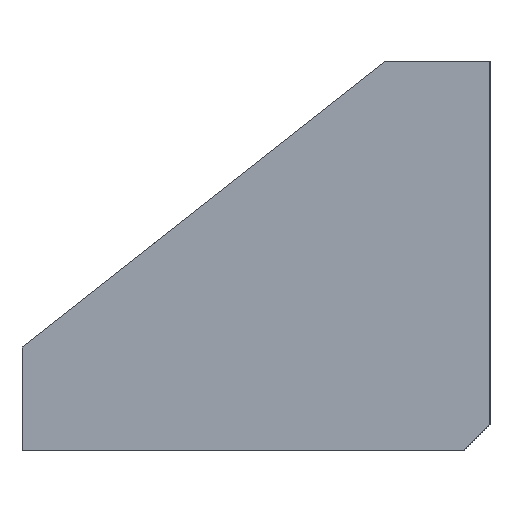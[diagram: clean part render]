
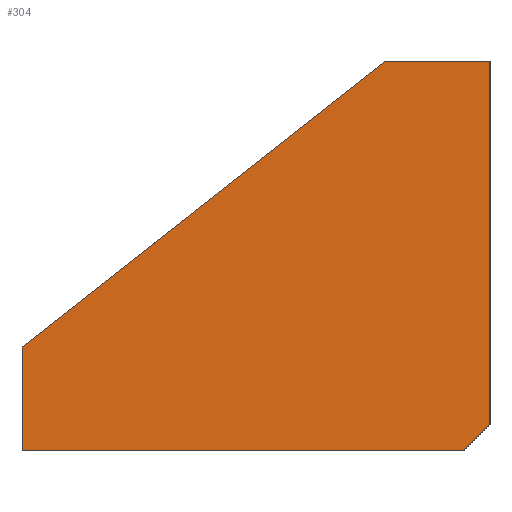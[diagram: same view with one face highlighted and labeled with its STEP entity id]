
A CAD part, left-side view. The second image highlights one B-rep face of the part: STEP entity #304.
In plain terms, the highlighted planar face has unit normal (-1, 0, 0).
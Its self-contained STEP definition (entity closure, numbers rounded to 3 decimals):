
#58=FACE_OUTER_BOUND('',#82,.T.);
#82=EDGE_LOOP('',(#267,#268,#269,#270,#271,#272));
#85=LINE('',#451,#111);
#89=LINE('',#458,#115);
#94=LINE('',#470,#120);
#97=LINE('',#474,#123);
#100=LINE('',#488,#126);
#108=LINE('',#524,#134);
#111=VECTOR('',#357,10.);
#115=VECTOR('',#363,10.);
#120=VECTOR('',#372,10.);
#123=VECTOR('',#377,10.);
#126=VECTOR('',#392,10.);
#134=VECTOR('',#440,10.);
#137=VERTEX_POINT('',#448);
#138=VERTEX_POINT('',#450);
#140=VERTEX_POINT('',#456);
#144=VERTEX_POINT('',#468);
#145=VERTEX_POINT('',#469);
#150=VERTEX_POINT('',#486);
#161=EDGE_CURVE('',#137,#138,#85,.T.);
#165=EDGE_CURVE('',#140,#137,#89,.T.);
#170=EDGE_CURVE('',#144,#145,#94,.T.);
#173=EDGE_CURVE('',#145,#140,#97,.T.);
#180=EDGE_CURVE('',#144,#150,#100,.T.);
#196=EDGE_CURVE('',#150,#138,#108,.T.);
#267=ORIENTED_EDGE('',*,*,#161,.F.);
#268=ORIENTED_EDGE('',*,*,#165,.F.);
#269=ORIENTED_EDGE('',*,*,#173,.F.);
#270=ORIENTED_EDGE('',*,*,#170,.F.);
#271=ORIENTED_EDGE('',*,*,#180,.T.);
#272=ORIENTED_EDGE('',*,*,#196,.T.);
#284=PLANE('',#350);
#304=ADVANCED_FACE('',(#58),#284,.T.);
#350=AXIS2_PLACEMENT_3D('',#525,#441,#442);
#357=DIRECTION('',(0.,-0.786,0.618));
#363=DIRECTION('',(0.,0.,1.));
#372=DIRECTION('',(0.,0.707,-0.707));
#377=DIRECTION('',(0.,1.,0.));
#392=DIRECTION('',(0.,0.,1.));
#440=DIRECTION('',(0.,1.,0.));
#441=DIRECTION('center_axis',(-1.,0.,0.));
#442=DIRECTION('ref_axis',(0.,0.,1.));
#448=CARTESIAN_POINT('',(-22.5,18.,-3.5));
#450=CARTESIAN_POINT('',(-22.5,4.,7.5));
#451=CARTESIAN_POINT('',(-22.5,9.907,2.859));
#456=CARTESIAN_POINT('',(-22.5,18.,-7.5));
#458=CARTESIAN_POINT('',(-22.5,18.,-7.5));
#468=CARTESIAN_POINT('',(-22.5,0.,-6.5));
#469=CARTESIAN_POINT('',(-22.5,1.,-7.5));
#470=CARTESIAN_POINT('',(-22.5,0.5,-7.));
#474=CARTESIAN_POINT('',(-22.5,0.,-7.5));
#486=CARTESIAN_POINT('',(-22.5,0.,7.5));
#488=CARTESIAN_POINT('',(-22.5,0.,-7.5));
#524=CARTESIAN_POINT('',(-22.5,0.,7.5));
#525=CARTESIAN_POINT('Origin',(-22.5,0.,-7.5));
